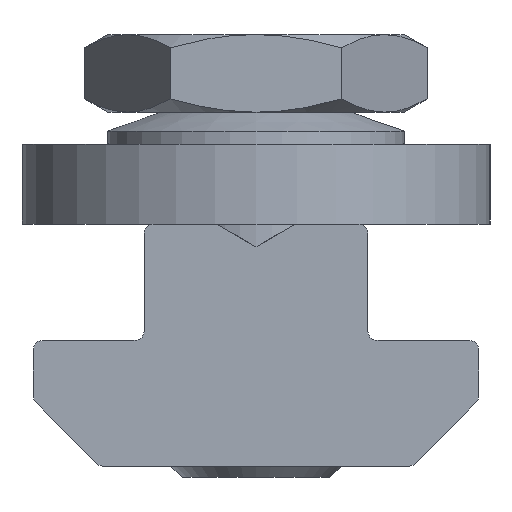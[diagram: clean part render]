
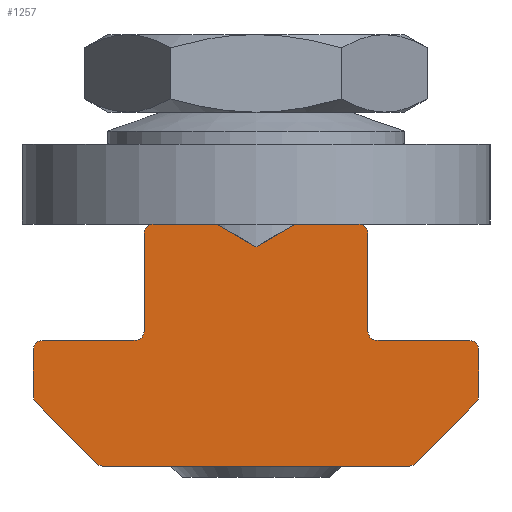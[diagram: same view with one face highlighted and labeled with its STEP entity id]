
A CAD part, left-side view. The second image highlights one B-rep face of the part: STEP entity #1257.
In plain terms, the highlighted face is planar.
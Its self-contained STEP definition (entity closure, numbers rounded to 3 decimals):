
#101=LINE('',#2083,#168);
#119=LINE('',#2154,#186);
#123=LINE('',#2166,#190);
#127=LINE('',#2186,#194);
#131=LINE('',#2198,#198);
#135=LINE('',#2210,#202);
#139=LINE('',#2222,#206);
#143=LINE('',#2234,#210);
#145=LINE('',#2243,#212);
#150=LINE('',#2259,#217);
#153=LINE('',#2269,#220);
#157=LINE('',#2281,#224);
#160=LINE('',#2290,#227);
#168=VECTOR('',#1626,1000.);
#186=VECTOR('',#1692,1000.);
#190=VECTOR('',#1704,1000.);
#194=VECTOR('',#1724,1000.);
#198=VECTOR('',#1736,1000.);
#202=VECTOR('',#1748,1000.);
#206=VECTOR('',#1760,1000.);
#210=VECTOR('',#1772,1000.);
#212=VECTOR('',#1784,1000.);
#217=VECTOR('',#1803,1000.);
#220=VECTOR('',#1816,1000.);
#224=VECTOR('',#1828,1000.);
#227=VECTOR('',#1839,1000.);
#280=PLANE('',#1462);
#307=CIRCLE('',#1407,0.4);
#309=CIRCLE('',#1411,0.4);
#311=CIRCLE('',#1415,0.4);
#317=CIRCLE('',#1423,0.4);
#319=CIRCLE('',#1427,0.4);
#321=CIRCLE('',#1431,0.4);
#323=CIRCLE('',#1435,0.4);
#325=CIRCLE('',#1439,0.4);
#335=CIRCLE('',#1456,0.4);
#337=CIRCLE('',#1460,0.4);
#594=ORIENTED_EDGE('',*,*,#761,.T.);
#595=ORIENTED_EDGE('',*,*,#765,.T.);
#596=ORIENTED_EDGE('',*,*,#768,.T.);
#597=ORIENTED_EDGE('',*,*,#771,.T.);
#598=ORIENTED_EDGE('',*,*,#774,.T.);
#599=ORIENTED_EDGE('',*,*,#781,.T.);
#600=ORIENTED_EDGE('',*,*,#784,.T.);
#601=ORIENTED_EDGE('',*,*,#787,.T.);
#602=ORIENTED_EDGE('',*,*,#790,.T.);
#603=ORIENTED_EDGE('',*,*,#793,.T.);
#604=ORIENTED_EDGE('',*,*,#796,.T.);
#605=ORIENTED_EDGE('',*,*,#799,.T.);
#606=ORIENTED_EDGE('',*,*,#802,.F.);
#607=ORIENTED_EDGE('',*,*,#805,.T.);
#608=ORIENTED_EDGE('',*,*,#808,.T.);
#609=ORIENTED_EDGE('',*,*,#810,.T.);
#610=ORIENTED_EDGE('',*,*,#732,.T.);
#611=ORIENTED_EDGE('',*,*,#820,.T.);
#612=ORIENTED_EDGE('',*,*,#827,.T.);
#613=ORIENTED_EDGE('',*,*,#830,.T.);
#614=ORIENTED_EDGE('',*,*,#833,.T.);
#615=ORIENTED_EDGE('',*,*,#836,.F.);
#616=ORIENTED_EDGE('',*,*,#838,.T.);
#732=EDGE_CURVE('',#882,#881,#101,.T.);
#761=EDGE_CURVE('',#908,#907,#307,.T.);
#765=EDGE_CURVE('',#907,#910,#119,.T.);
#768=EDGE_CURVE('',#910,#912,#309,.T.);
#771=EDGE_CURVE('',#912,#914,#123,.T.);
#774=EDGE_CURVE('',#914,#916,#311,.T.);
#781=EDGE_CURVE('',#916,#922,#127,.T.);
#784=EDGE_CURVE('',#922,#924,#317,.T.);
#787=EDGE_CURVE('',#924,#926,#131,.T.);
#790=EDGE_CURVE('',#926,#928,#319,.T.);
#793=EDGE_CURVE('',#928,#930,#135,.T.);
#796=EDGE_CURVE('',#930,#932,#321,.T.);
#799=EDGE_CURVE('',#932,#934,#139,.T.);
#802=EDGE_CURVE('',#936,#934,#323,.T.);
#805=EDGE_CURVE('',#936,#938,#143,.T.);
#808=EDGE_CURVE('',#938,#940,#325,.T.);
#810=EDGE_CURVE('',#940,#882,#145,.T.);
#820=EDGE_CURVE('',#881,#944,#150,.T.);
#827=EDGE_CURVE('',#944,#946,#153,.T.);
#830=EDGE_CURVE('',#946,#948,#335,.T.);
#833=EDGE_CURVE('',#948,#950,#157,.T.);
#836=EDGE_CURVE('',#952,#950,#337,.T.);
#838=EDGE_CURVE('',#952,#908,#160,.T.);
#881=VERTEX_POINT('',#2082);
#882=VERTEX_POINT('',#2084);
#907=VERTEX_POINT('',#2145);
#908=VERTEX_POINT('',#2147);
#910=VERTEX_POINT('',#2153);
#912=VERTEX_POINT('',#2159);
#914=VERTEX_POINT('',#2165);
#916=VERTEX_POINT('',#2171);
#922=VERTEX_POINT('',#2185);
#924=VERTEX_POINT('',#2191);
#926=VERTEX_POINT('',#2197);
#928=VERTEX_POINT('',#2203);
#930=VERTEX_POINT('',#2209);
#932=VERTEX_POINT('',#2215);
#934=VERTEX_POINT('',#2221);
#936=VERTEX_POINT('',#2227);
#938=VERTEX_POINT('',#2233);
#940=VERTEX_POINT('',#2239);
#944=VERTEX_POINT('',#2258);
#946=VERTEX_POINT('',#2268);
#948=VERTEX_POINT('',#2274);
#950=VERTEX_POINT('',#2280);
#952=VERTEX_POINT('',#2286);
#1060=EDGE_LOOP('',(#594,#595,#596,#597,#598,#599,#600,#601,#602,#603,#604,
#605,#606,#607,#608,#609,#610,#611,#612,#613,#614,#615,#616));
#1157=FACE_BOUND('',#1060,.T.);
#1257=ADVANCED_FACE('',(#1157),#280,.T.);
#1407=AXIS2_PLACEMENT_3D('',#2146,#1685,#1686);
#1411=AXIS2_PLACEMENT_3D('',#2160,#1698,#1699);
#1415=AXIS2_PLACEMENT_3D('',#2172,#1710,#1711);
#1423=AXIS2_PLACEMENT_3D('',#2192,#1730,#1731);
#1427=AXIS2_PLACEMENT_3D('',#2204,#1742,#1743);
#1431=AXIS2_PLACEMENT_3D('',#2216,#1754,#1755);
#1435=AXIS2_PLACEMENT_3D('',#2228,#1766,#1767);
#1439=AXIS2_PLACEMENT_3D('',#2240,#1778,#1779);
#1456=AXIS2_PLACEMENT_3D('',#2275,#1822,#1823);
#1460=AXIS2_PLACEMENT_3D('',#2287,#1834,#1835);
#1462=AXIS2_PLACEMENT_3D('',#2291,#1840,#1841);
#1626=DIRECTION('',(-0.866,-0.5,0.));
#1685=DIRECTION('',(0.,0.,1.));
#1686=DIRECTION('',(1.,0.,0.));
#1692=DIRECTION('',(0.,-1.,0.));
#1698=DIRECTION('',(0.,0.,1.));
#1699=DIRECTION('',(1.,0.,0.));
#1704=DIRECTION('',(0.707,-0.707,0.));
#1710=DIRECTION('',(0.,0.,1.));
#1711=DIRECTION('',(1.,0.,0.));
#1724=DIRECTION('',(1.,0.,0.));
#1730=DIRECTION('',(0.,0.,1.));
#1731=DIRECTION('',(1.,0.,0.));
#1736=DIRECTION('',(0.707,0.707,0.));
#1742=DIRECTION('',(0.,0.,1.));
#1743=DIRECTION('',(1.,0.,0.));
#1748=DIRECTION('',(0.,1.,0.));
#1754=DIRECTION('',(0.,0.,1.));
#1755=DIRECTION('',(1.,0.,0.));
#1760=DIRECTION('',(-1.,0.,0.));
#1766=DIRECTION('',(0.,0.,1.));
#1767=DIRECTION('',(1.,0.,0.));
#1772=DIRECTION('',(0.,1.,0.));
#1778=DIRECTION('',(0.,0.,1.));
#1779=DIRECTION('',(1.,0.,0.));
#1784=DIRECTION('',(-1.,0.,0.));
#1803=DIRECTION('',(-0.866,0.5,0.));
#1816=DIRECTION('',(-1.,0.,0.));
#1822=DIRECTION('',(0.,0.,1.));
#1823=DIRECTION('',(1.,0.,0.));
#1828=DIRECTION('',(0.,-1.,0.));
#1834=DIRECTION('',(0.,0.,1.));
#1835=DIRECTION('',(1.,0.,0.));
#1839=DIRECTION('',(-1.,0.,0.));
#1840=DIRECTION('',(0.,0.,1.));
#1841=DIRECTION('',(1.,0.,0.));
#2082=CARTESIAN_POINT('',(0.,9.6,90.));
#2083=CARTESIAN_POINT('',(1.732,10.6,90.));
#2084=CARTESIAN_POINT('',(1.732,10.6,90.));
#2145=CARTESIAN_POINT('',(-9.75,5.1,90.));
#2146=CARTESIAN_POINT('',(-9.35,5.1,90.));
#2147=CARTESIAN_POINT('',(-9.35,5.5,90.));
#2153=CARTESIAN_POINT('',(-9.75,3.046,90.));
#2154=CARTESIAN_POINT('',(-9.75,5.1,90.));
#2159=CARTESIAN_POINT('',(-9.633,2.763,90.));
#2160=CARTESIAN_POINT('',(-9.35,3.046,90.));
#2165=CARTESIAN_POINT('',(-6.987,0.117,90.));
#2166=CARTESIAN_POINT('',(-9.633,2.763,90.));
#2171=CARTESIAN_POINT('',(-6.704,0.,90.));
#2172=CARTESIAN_POINT('',(-6.704,0.4,90.));
#2185=CARTESIAN_POINT('',(6.704,0.,90.));
#2186=CARTESIAN_POINT('',(-6.704,0.,90.));
#2191=CARTESIAN_POINT('',(6.987,0.117,90.));
#2192=CARTESIAN_POINT('',(6.704,0.4,90.));
#2197=CARTESIAN_POINT('',(9.633,2.763,90.));
#2198=CARTESIAN_POINT('',(6.987,0.117,90.));
#2203=CARTESIAN_POINT('',(9.75,3.046,90.));
#2204=CARTESIAN_POINT('',(9.35,3.046,90.));
#2209=CARTESIAN_POINT('',(9.75,5.1,90.));
#2210=CARTESIAN_POINT('',(9.75,3.046,90.));
#2215=CARTESIAN_POINT('',(9.35,5.5,90.));
#2216=CARTESIAN_POINT('',(9.35,5.1,90.));
#2221=CARTESIAN_POINT('',(5.3,5.5,90.));
#2222=CARTESIAN_POINT('',(9.35,5.5,90.));
#2227=CARTESIAN_POINT('',(4.9,5.9,90.));
#2228=CARTESIAN_POINT('',(5.3,5.9,90.));
#2233=CARTESIAN_POINT('',(4.9,10.2,90.));
#2234=CARTESIAN_POINT('',(4.9,5.9,90.));
#2239=CARTESIAN_POINT('',(4.5,10.6,90.));
#2240=CARTESIAN_POINT('',(4.5,10.2,90.));
#2243=CARTESIAN_POINT('',(4.5,10.6,90.));
#2258=CARTESIAN_POINT('',(-1.732,10.6,90.));
#2259=CARTESIAN_POINT('',(0.,9.6,90.));
#2268=CARTESIAN_POINT('',(-4.5,10.6,90.));
#2269=CARTESIAN_POINT('',(-1.732,10.6,90.));
#2274=CARTESIAN_POINT('',(-4.9,10.2,90.));
#2275=CARTESIAN_POINT('',(-4.5,10.2,90.));
#2280=CARTESIAN_POINT('',(-4.9,5.9,90.));
#2281=CARTESIAN_POINT('',(-4.9,10.2,90.));
#2286=CARTESIAN_POINT('',(-5.3,5.5,90.));
#2287=CARTESIAN_POINT('',(-5.3,5.9,90.));
#2290=CARTESIAN_POINT('',(-5.3,5.5,90.));
#2291=CARTESIAN_POINT('',(-9.35,5.1,90.));
